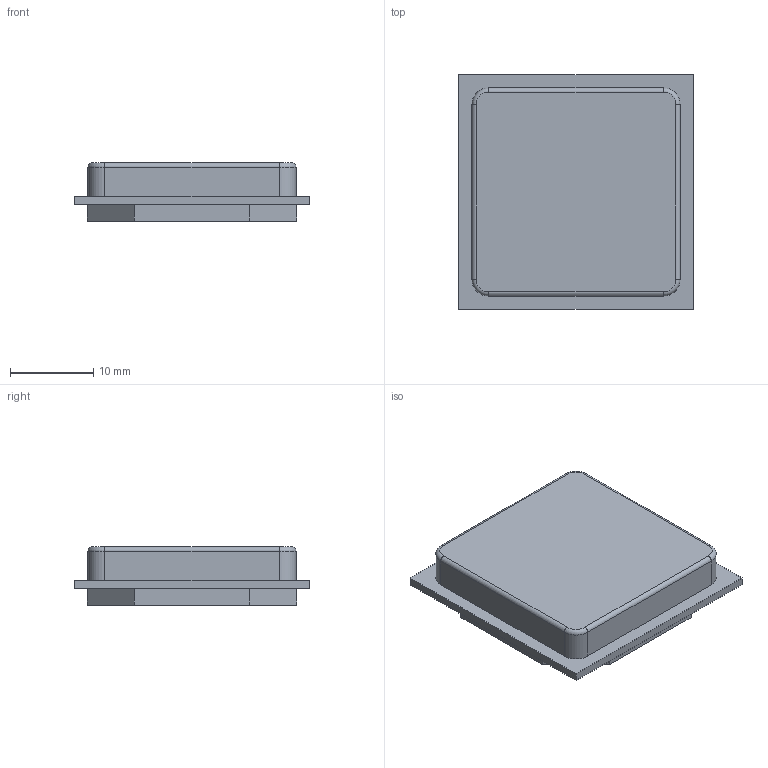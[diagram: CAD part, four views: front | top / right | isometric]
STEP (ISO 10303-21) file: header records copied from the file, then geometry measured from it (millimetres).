
FILE_DESCRIPTION(/* description */ (''),/* implementation_level */ '2;1');
FILE_NAME(/* name */ 'GPS.step',/* time_stamp */ '2025-11-14T17:44:28-08:00',/* author */ (''),/* organization */ (''),/* preprocessor_version */ 'ST-DEVELOPER v20.1',/* originating_system */ 'Autodesk Translation Framework v14.17.0.0',/* authorisation */ '');
FILE_SCHEMA (('AUTOMOTIVE_DESIGN { 1 0 10303 214 3 1 1 }'));
Length unit declared in the file: millimetre
Products named in the file (1): GPS
Bounding box: 28.2 x 28.2 x 7 mm (x, y, z)
Volume: 4418.4 mm3; surface area: 4629 mm2
Topology: 3 solids, 3 shells, 34 faces, 76 edges, 48 vertices
Faces by surface type: plane 22, cylinder 8, torus 4
Entity records: 988 total; most frequent: DIRECTION 166, CARTESIAN_POINT 159, ORIENTED_EDGE 152, EDGE_CURVE 76, LINE 56, VECTOR 56, AXIS2_PLACEMENT_3D 55, VERTEX_POINT 48
